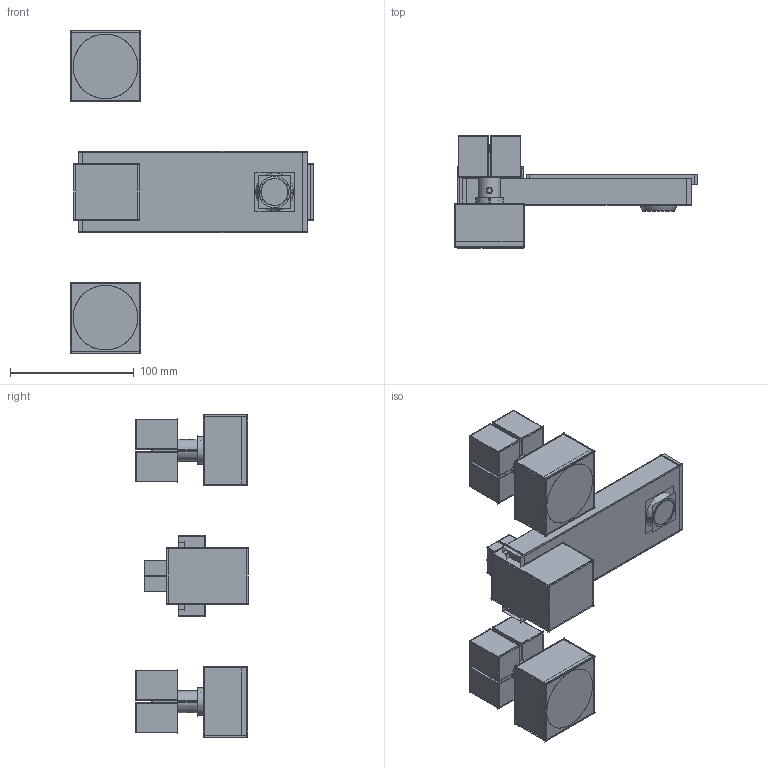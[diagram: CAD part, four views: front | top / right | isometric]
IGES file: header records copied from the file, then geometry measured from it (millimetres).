
Start section:  PTC IGES file: 2003BSN801-XX.igs
Global section: file name: 2003BSN801-XX.igs; native system: Creo Elements/Pro by Parametric Technology Corporation; preprocessor: 2015070; author: leo; organization: Unknown; date: 20200309.103423; units: inch
Bounding box: 197.32 x 90.95 x 260.52 mm (x, y, z)
Volume: 2097632.8 mm3; surface area: 1827613 mm2
Topology: 12 solids, 12 shells, 480 faces, 2999 edges, 4234 vertices
Faces by surface type: bspline 284, revolution 196
